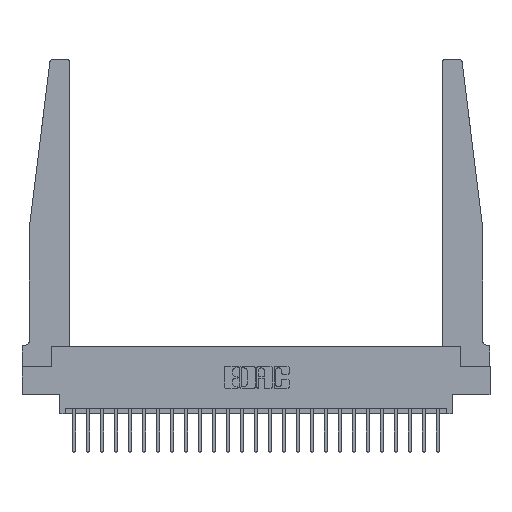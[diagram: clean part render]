
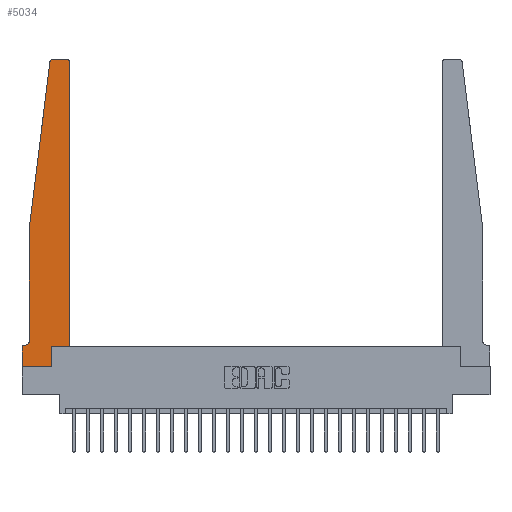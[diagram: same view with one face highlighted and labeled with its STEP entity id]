
A CAD part, top view. The second image highlights one B-rep face of the part: STEP entity #5034.
In plain terms, the highlighted planar face has unit normal (0, 0, 1).
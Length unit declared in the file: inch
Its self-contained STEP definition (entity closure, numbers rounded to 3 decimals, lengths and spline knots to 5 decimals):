
#353 = DIRECTION ( 'NONE',  ( -1., 0., 0. ) ) ;
#836 = CARTESIAN_POINT ( 'NONE',  ( 0.2605, 0., 0.37 ) ) ;
#1268 = VERTEX_POINT ( 'NONE', #7694 ) ;
#1600 = VERTEX_POINT ( 'NONE', #2579 ) ;
#1646 = VECTOR ( 'NONE', #353, 39.37008 ) ;
#2214 = LINE ( 'NONE', #8715, #11722 ) ;
#2280 = VERTEX_POINT ( 'NONE', #4618 ) ;
#2390 = DIRECTION ( 'NONE',  ( 0., 0., -1. ) ) ;
#2462 = DIRECTION ( 'NONE',  ( 0., 0., 1. ) ) ;
#2579 = CARTESIAN_POINT ( 'NONE',  ( 0., 0., 0.37 ) ) ;
#3102 = VECTOR ( 'NONE', #20581, 39.37008 ) ;
#3864 = CARTESIAN_POINT ( 'NONE',  ( 0.2605, 0.18, 0.37 ) ) ;
#3913 = CARTESIAN_POINT ( 'NONE',  ( 0.395, 2.75, 0.37 ) ) ;
#4005 = VECTOR ( 'NONE', #6524, 39.37008 ) ;
#4126 = AXIS2_PLACEMENT_3D ( 'NONE', #13812, #2390, #15715 ) ;
#4618 = CARTESIAN_POINT ( 'NONE',  ( 0., 0.1875, 0.37 ) ) ;
#5012 = VERTEX_POINT ( 'NONE', #14584 ) ;
#5034 = ADVANCED_FACE ( 'NONE', ( #6875 ), #18370, .T. ) ;
#5072 = CARTESIAN_POINT ( 'NONE',  ( 0., 0.1875, 0.37 ) ) ;
#5868 = DIRECTION ( 'NONE',  ( 0., 1., 0. ) ) ;
#6027 = ORIENTED_EDGE ( 'NONE', *, *, #21713, .T. ) ;
#6524 = DIRECTION ( 'NONE',  ( 0., 1., 0. ) ) ;
#6627 = ORIENTED_EDGE ( 'NONE', *, *, #10079, .T. ) ;
#6875 = FACE_OUTER_BOUND ( 'NONE', #12739, .T. ) ;
#6914 = EDGE_CURVE ( 'NONE', #5012, #15458, #7710, .T. ) ;
#7212 = ORIENTED_EDGE ( 'NONE', *, *, #19641, .T. ) ;
#7226 = EDGE_CURVE ( 'NONE', #22764, #23898, #11265, .T. ) ;
#7290 = CARTESIAN_POINT ( 'NONE',  ( 0.065, 0.1875, 0.37 ) ) ;
#7380 = EDGE_CURVE ( 'NONE', #17271, #5012, #17791, .T. ) ;
#7433 = CARTESIAN_POINT ( 'NONE',  ( 0.24675, 2.72367, 0.37 ) ) ;
#7694 = CARTESIAN_POINT ( 'NONE',  ( 0.065, 1.25, 0.37 ) ) ;
#7710 = LINE ( 'NONE', #21873, #22274 ) ;
#8403 = ORIENTED_EDGE ( 'NONE', *, *, #19458, .T. ) ;
#8715 = CARTESIAN_POINT ( 'NONE',  ( 0., 0., 0.37 ) ) ;
#8754 = LINE ( 'NONE', #7290, #3102 ) ;
#8900 = DIRECTION ( 'NONE',  ( 1., 0., 0. ) ) ;
#9060 = LINE ( 'NONE', #16006, #4005 ) ;
#9278 = DIRECTION ( 'NONE',  ( 0., 0., 1. ) ) ;
#9340 = AXIS2_PLACEMENT_3D ( 'NONE', #20654, #9278, #22575 ) ;
#9456 = EDGE_CURVE ( 'NONE', #15458, #22764, #9060, .T. ) ;
#9606 = ORIENTED_EDGE ( 'NONE', *, *, #9456, .T. ) ;
#10079 = EDGE_CURVE ( 'NONE', #1268, #21017, #11118, .T. ) ;
#10626 = DIRECTION ( 'NONE',  ( 1., 0., 0. ) ) ;
#10905 = AXIS2_PLACEMENT_3D ( 'NONE', #5072, #20283, #8900 ) ;
#10999 = CARTESIAN_POINT ( 'NONE',  ( 0.065, 1.25, 0.37 ) ) ;
#11049 = EDGE_CURVE ( 'NONE', #21017, #19441, #19966, .T. ) ;
#11076 = ORIENTED_EDGE ( 'NONE', *, *, #12147, .T. ) ;
#11118 = LINE ( 'NONE', #23272, #20624 ) ;
#11265 = CIRCLE ( 'NONE', #9340, 0.03 ) ;
#11298 = VECTOR ( 'NONE', #24266, 39.37008 ) ;
#11441 = VERTEX_POINT ( 'NONE', #12853 ) ;
#11669 = ORIENTED_EDGE ( 'NONE', *, *, #11049, .T. ) ;
#11722 = VECTOR ( 'NONE', #10626, 39.37008 ) ;
#12147 = EDGE_CURVE ( 'NONE', #20305, #1268, #16343, .T. ) ;
#12737 = VECTOR ( 'NONE', #5868, 39.37008 ) ;
#12739 = EDGE_LOOP ( 'NONE', ( #20584, #6027, #11076, #6627, #11669, #7212, #17318, #8403, #13481, #24144, #9606, #19701 ) ) ;
#12853 = CARTESIAN_POINT ( 'NONE',  ( 0.27653, 2.75, 0.37 ) ) ;
#13225 = CARTESIAN_POINT ( 'NONE',  ( 0.065, 0.2375, 0.37 ) ) ;
#13481 = ORIENTED_EDGE ( 'NONE', *, *, #7380, .T. ) ;
#13812 = CARTESIAN_POINT ( 'NONE',  ( 0.015, 0.2375, 0.37 ) ) ;
#13876 = CARTESIAN_POINT ( 'NONE',  ( 0.27653, 2.72, 0.37 ) ) ;
#14584 = CARTESIAN_POINT ( 'NONE',  ( 0.2605, 0.18, 0.37 ) ) ;
#15458 = VERTEX_POINT ( 'NONE', #17440 ) ;
#15642 = CARTESIAN_POINT ( 'NONE',  ( 0.25, 2.75, 0.37 ) ) ;
#15680 = VECTOR ( 'NONE', #18562, 39.37008 ) ;
#15715 = DIRECTION ( 'NONE',  ( -1., 0., 0. ) ) ;
#15770 = DIRECTION ( 'NONE',  ( 1., 0., 0. ) ) ;
#16006 = CARTESIAN_POINT ( 'NONE',  ( 0.425, 0.18, 0.37 ) ) ;
#16343 = LINE ( 'NONE', #10999, #11298 ) ;
#17271 = VERTEX_POINT ( 'NONE', #836 ) ;
#17318 = ORIENTED_EDGE ( 'NONE', *, *, #18029, .T. ) ;
#17440 = CARTESIAN_POINT ( 'NONE',  ( 0.425, 0.18, 0.37 ) ) ;
#17605 = CIRCLE ( 'NONE', #23373, 0.03 ) ;
#17791 = LINE ( 'NONE', #3864, #12737 ) ;
#18029 = EDGE_CURVE ( 'NONE', #2280, #1600, #21320, .T. ) ;
#18094 = CARTESIAN_POINT ( 'NONE',  ( 0.015, 0.1875, 0.37 ) ) ;
#18370 = PLANE ( 'NONE',  #10905 ) ;
#18562 = DIRECTION ( 'NONE',  ( 0., -1., 0. ) ) ;
#18983 = EDGE_CURVE ( 'NONE', #23898, #11441, #21862, .T. ) ;
#19441 = VERTEX_POINT ( 'NONE', #18094 ) ;
#19458 = EDGE_CURVE ( 'NONE', #1600, #17271, #2214, .T. ) ;
#19641 = EDGE_CURVE ( 'NONE', #19441, #2280, #8754, .T. ) ;
#19701 = ORIENTED_EDGE ( 'NONE', *, *, #7226, .T. ) ;
#19966 = CIRCLE ( 'NONE', #4126, 0.05 ) ;
#20283 = DIRECTION ( 'NONE',  ( 0., 0., 1. ) ) ;
#20305 = VERTEX_POINT ( 'NONE', #7433 ) ;
#20581 = DIRECTION ( 'NONE',  ( -1., 0., 0. ) ) ;
#20584 = ORIENTED_EDGE ( 'NONE', *, *, #18983, .T. ) ;
#20624 = VECTOR ( 'NONE', #21378, 39.37008 ) ;
#20654 = CARTESIAN_POINT ( 'NONE',  ( 0.395, 2.72, 0.37 ) ) ;
#21017 = VERTEX_POINT ( 'NONE', #13225 ) ;
#21320 = LINE ( 'NONE', #24199, #15680 ) ;
#21378 = DIRECTION ( 'NONE',  ( 0., -1., 0. ) ) ;
#21713 = EDGE_CURVE ( 'NONE', #11441, #20305, #17605, .T. ) ;
#21862 = LINE ( 'NONE', #15642, #1646 ) ;
#21873 = CARTESIAN_POINT ( 'NONE',  ( 0.425, 0.18, 0.37 ) ) ;
#22274 = VECTOR ( 'NONE', #23767, 39.37008 ) ;
#22575 = DIRECTION ( 'NONE',  ( 1., 0., 0. ) ) ;
#22764 = VERTEX_POINT ( 'NONE', #23242 ) ;
#23242 = CARTESIAN_POINT ( 'NONE',  ( 0.425, 2.72, 0.37 ) ) ;
#23272 = CARTESIAN_POINT ( 'NONE',  ( 0.065, 1.25, 0.37 ) ) ;
#23373 = AXIS2_PLACEMENT_3D ( 'NONE', #13876, #2462, #15770 ) ;
#23767 = DIRECTION ( 'NONE',  ( 1., 0., 0. ) ) ;
#23898 = VERTEX_POINT ( 'NONE', #3913 ) ;
#24144 = ORIENTED_EDGE ( 'NONE', *, *, #6914, .T. ) ;
#24199 = CARTESIAN_POINT ( 'NONE',  ( 0., 0., 0.37 ) ) ;
#24266 = DIRECTION ( 'NONE',  ( -0.122, -0.992, 0. ) ) ;
